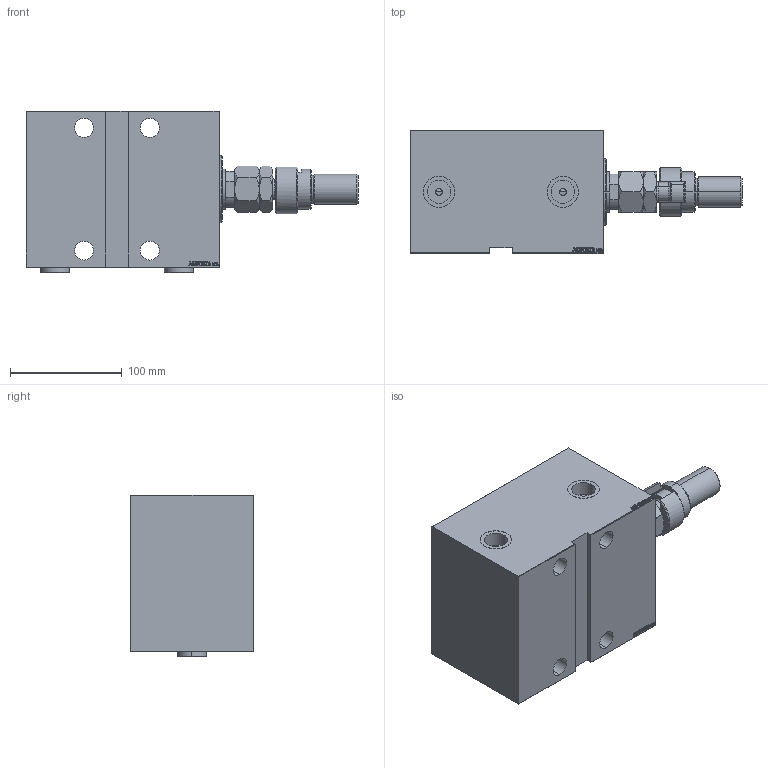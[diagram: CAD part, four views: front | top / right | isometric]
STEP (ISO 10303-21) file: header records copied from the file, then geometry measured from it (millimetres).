
FILE_DESCRIPTION (( 'STEP AP203' ), '1' );
FILE_NAME ('a51a.STEP', '2024-02-12T18:03:22', ( '' ), ( '' ), 'SwSTEP 2.0', 'SolidWorks 2019', '' );
FILE_SCHEMA (( 'CONFIG_CONTROL_DESIGN' ));
Length unit declared in the file: millimetre
Products named in the file (8): FEMALE_PART_FOR_DFA dfc7bb2b05e3e11b7216277823589dee; DFA dfc7bb2b05e3e11b7216277823589dee; V450CM_E_VCP dfc7bb2b05e3e11b7216277823589dee; MFA dfc7bb2b05e3e11b7216277823589dee; V450CM_E_Body dfc7bb2b05e3e11b7216277823589dee; V450CM_VC_B dfc7bb2b05e3e11b7216277823589dee; a51a; Zatka_OIL_PORT dfc7bb2b05e3e11b7216277823589dee
Assembly tree (8 placements, depth 3):
  a51a
    V450CM_E_Body dfc7bb2b05e3e11b7216277823589dee
    V450CM_E_VCP dfc7bb2b05e3e11b7216277823589dee
    V450CM_VC_B dfc7bb2b05e3e11b7216277823589dee
    DFA dfc7bb2b05e3e11b7216277823589dee
      FEMALE_PART_FOR_DFA dfc7bb2b05e3e11b7216277823589dee
      MFA dfc7bb2b05e3e11b7216277823589dee
    Zatka_OIL_PORT dfc7bb2b05e3e11b7216277823589dee  x2
Bounding box: 297.5 x 110 x 144.9 mm (x, y, z)
Volume: 2300011.4 mm3; surface area: 269934.5 mm2
Topology: 7 solids, 7 shells, 997 faces, 2502 edges, 1637 vertices
Faces by surface type: plane 474, bspline 380, cylinder 81, cone 58, torus 4
Entity records: 47262 total; most frequent: CARTESIAN_POINT 25453, ORIENTED_EDGE 4920, DIRECTION 3070, EDGE_CURVE 2460, VERTEX_POINT 1613, VECTOR 1418, LINE 1418, EDGE_LOOP 1111
